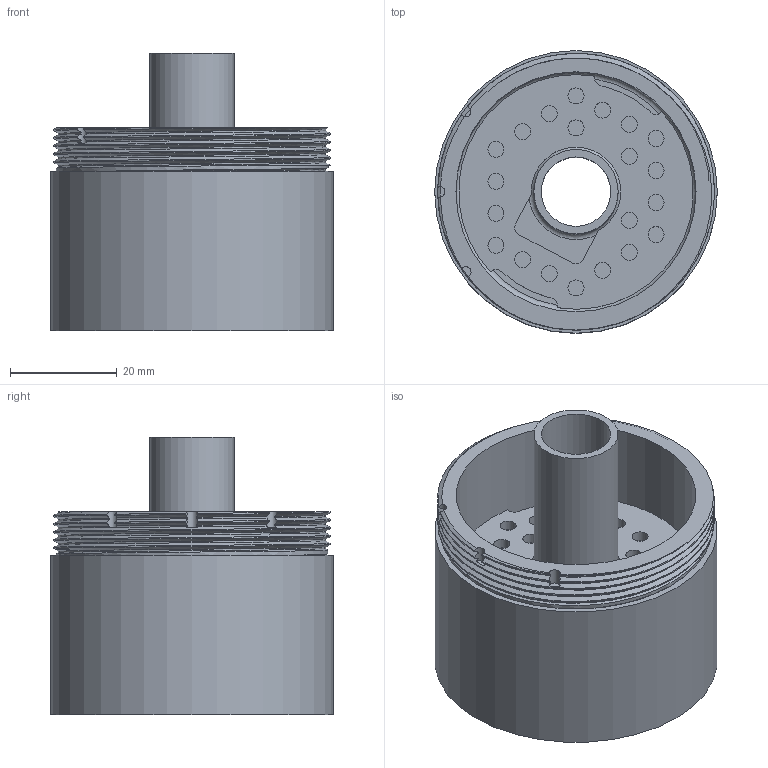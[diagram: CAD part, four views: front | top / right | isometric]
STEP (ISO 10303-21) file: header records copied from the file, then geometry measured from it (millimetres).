
FILE_DESCRIPTION(/* description */ (''),/* implementation_level */ '2;1');
FILE_NAME(/* name */ 'Balun_ToroidCase_Bottom.step',/* time_stamp */ '2025-07-20T14:06:05-07:00',/* author */ (''),/* organization */ (''),/* preprocessor_version */ 'ST-DEVELOPER v20.1',/* originating_system */ 'Autodesk Translation Framework v14.10.0.0',/* authorisation */ '');
FILE_SCHEMA (('AUTOMOTIVE_DESIGN { 1 0 10303 214 3 1 1 }'));
Length unit declared in the file: millimetre
Products named in the file (1): Balun_ToroidCase_Bottom
Bounding box: 53 x 53 x 52 mm (x, y, z)
Volume: 32989.5 mm3; surface area: 23338.4 mm2
Topology: 2 solids, 2 shells, 94 faces, 259 edges, 172 vertices
Faces by surface type: cylinder 61, bspline 16, plane 14, torus 2, cone 1
Full cylindrical faces by diameter (mm): 3 x21, 13 x1, 15.8 x1, 45 x1, 50.157 x2, 51.85 x2, 53 x1
Entity records: 5254 total; most frequent: CARTESIAN_POINT 2860, ORIENTED_EDGE 518, DIRECTION 421, EDGE_CURVE 259, VERTEX_POINT 172, AXIS2_PLACEMENT_3D 170, EDGE_LOOP 143, FACE_OUTER_BOUND 94
